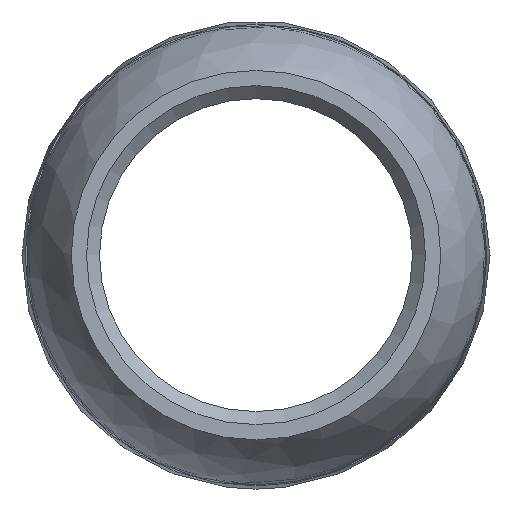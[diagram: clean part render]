
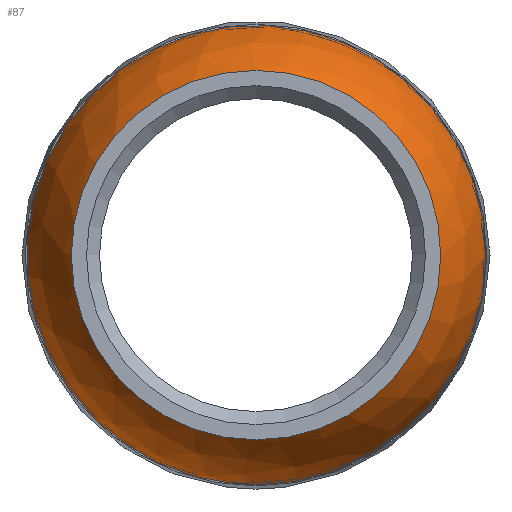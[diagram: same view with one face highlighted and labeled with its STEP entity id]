
A CAD part, front view. The second image highlights one B-rep face of the part: STEP entity #87.
In plain terms, the highlighted spherical face has radius 14.25 mm.
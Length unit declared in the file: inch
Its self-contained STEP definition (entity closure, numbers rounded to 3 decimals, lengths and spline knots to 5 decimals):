
#25 = AXIS2_PLACEMENT_3D ( 'NONE', #234, #67, #135 ) ;
#30 = CIRCLE ( 'NONE', #236, 0.4428 ) ;
#51 = EDGE_CURVE ( 'NONE', #205, #205, #30, .T. ) ;
#53 = ORIENTED_EDGE ( 'NONE', *, *, #237, .T. ) ;
#64 = EDGE_LOOP ( 'NONE', ( #158 ) ) ;
#67 = DIRECTION ( 'NONE',  ( 0.174, -0.985, 0. ) ) ;
#82 = VERTEX_POINT ( 'NONE', #232 ) ;
#87 = ADVANCED_FACE ( 'NONE', ( #128, #227 ), #184, .T. ) ;
#97 = CARTESIAN_POINT ( 'NONE',  ( 0., -0.10737, 0. ) ) ;
#125 = AXIS2_PLACEMENT_3D ( 'NONE', #97, #239, #295 ) ;
#128 = FACE_OUTER_BOUND ( 'NONE', #192, .T. ) ;
#132 = CARTESIAN_POINT ( 'NONE',  ( 0., -0.34449, -0.4428 ) ) ;
#135 = DIRECTION ( 'NONE',  ( -0.985, -0.174, 0. ) ) ;
#150 = CARTESIAN_POINT ( 'NONE',  ( 0., -0.34449, 0. ) ) ;
#158 = ORIENTED_EDGE ( 'NONE', *, *, #51, .T. ) ;
#184 = SPHERICAL_SURFACE ( 'NONE', #25, 0.56102 ) ;
#192 = EDGE_LOOP ( 'NONE', ( #53 ) ) ;
#205 = VERTEX_POINT ( 'NONE', #132 ) ;
#227 = FACE_BOUND ( 'NONE', #64, .T. ) ;
#232 = CARTESIAN_POINT ( 'NONE',  ( 0., -0.10737, -0.55065 ) ) ;
#234 = CARTESIAN_POINT ( 'NONE',  ( 0., 0., 0. ) ) ;
#235 = CIRCLE ( 'NONE', #125, 0.55065 ) ;
#236 = AXIS2_PLACEMENT_3D ( 'NONE', #150, #255, #253 ) ;
#237 = EDGE_CURVE ( 'NONE', #82, #82, #235, .T. ) ;
#239 = DIRECTION ( 'NONE',  ( 0., -1., 0. ) ) ;
#253 = DIRECTION ( 'NONE',  ( 0., 0., -1. ) ) ;
#255 = DIRECTION ( 'NONE',  ( 0., 1., 0. ) ) ;
#295 = DIRECTION ( 'NONE',  ( 0., 0., -1. ) ) ;
